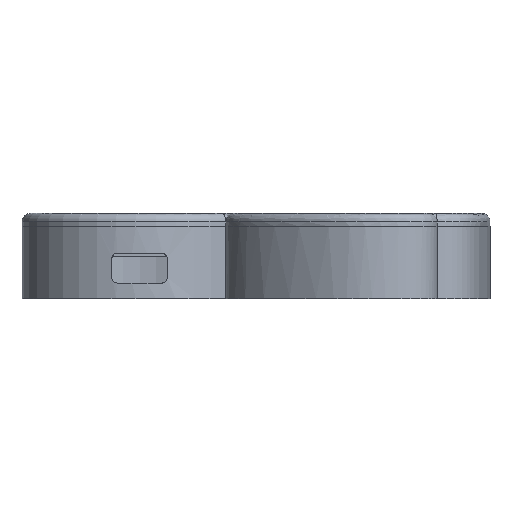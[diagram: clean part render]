
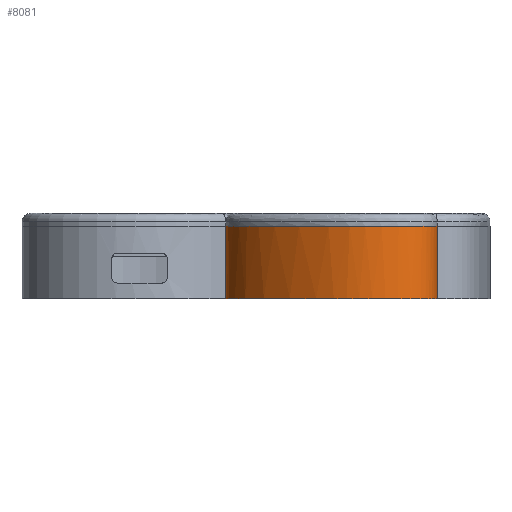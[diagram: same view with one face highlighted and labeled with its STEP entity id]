
A CAD part, left-side view. The second image highlights one B-rep face of the part: STEP entity #8081.
In plain terms, the highlighted free-form (B-spline) face has degree [5, 1] with [25, 2] control points.
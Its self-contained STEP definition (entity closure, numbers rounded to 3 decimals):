
#205=B_SPLINE_SURFACE_WITH_KNOTS('',5,1,((#17217,#17218),(#17219,#17220),
(#17221,#17222),(#17223,#17224),(#17225,#17226),(#17227,#17228),(#17229,
#17230),(#17231,#17232),(#17233,#17234),(#17235,#17236),(#17237,#17238),
(#17239,#17240),(#17241,#17242),(#17243,#17244),(#17245,#17246),(#17247,
#17248),(#17249,#17250),(#17251,#17252),(#17253,#17254),(#17255,#17256),
(#17257,#17258),(#17259,#17260),(#17261,#17262),(#17263,#17264),(#17265,
#17266)),.UNSPECIFIED.,.F.,.F.,.F.,(6,1,1,1,1,1,1,1,1,1,1,1,1,1,1,1,1,1,
1,1,6),(2,2),(-1.,-0.95,-0.9,-0.85,-0.8,-0.75,-0.7,-0.65,-0.6,-0.55,-0.5,
-0.45,-0.4,-0.35,-0.3,-0.25,-0.2,-0.15,-0.1,-0.05,0.),(0.,2.4),
 .UNSPECIFIED.);
#239=B_SPLINE_CURVE_WITH_KNOTS('',5,(#12794,#12795,#12796,#12797,#12798,
#12799,#12800,#12801,#12802,#12803,#12804,#12805,#12806,#12807,#12808,#12809,
#12810,#12811,#12812,#12813,#12814,#12815,#12816,#12817,#12818),
 .UNSPECIFIED.,.F.,.F.,(6,1,1,1,1,1,1,1,1,1,1,1,1,1,1,1,1,1,1,1,6),(0.,
0.05,0.1,0.15,0.2,0.25,0.3,0.35,0.4,0.45,0.5,0.55,0.6,0.65,0.7,0.75,0.8,
0.85,0.9,0.95,1.),.UNSPECIFIED.);
#332=B_SPLINE_CURVE_WITH_KNOTS('',5,(#14252,#14253,#14254,#14255,#14256,
#14257,#14258,#14259,#14260,#14261,#14262,#14263,#14264,#14265,#14266,#14267,
#14268,#14269,#14270,#14271,#14272,#14273,#14274,#14275,#14276),
 .UNSPECIFIED.,.F.,.F.,(6,1,1,1,1,1,1,1,1,1,1,1,1,1,1,1,1,1,1,1,6),(-1.,
-0.95,-0.9,-0.85,-0.8,-0.75,-0.7,-0.65,-0.6,-0.55,-0.5,-0.45,-0.4,-0.35,
-0.3,-0.25,-0.2,-0.15,-0.1,-0.05,0.),.UNSPECIFIED.);
#1253=FACE_OUTER_BOUND('',#1795,.T.);
#1795=EDGE_LOOP('',(#7502,#7503,#7504,#7505));
#2615=LINE('',#17209,#3244);
#2616=LINE('',#17216,#3245);
#3244=VECTOR('',#10043,10.);
#3245=VECTOR('',#10044,10.);
#3558=VERTEX_POINT('',#12789);
#3559=VERTEX_POINT('',#12793);
#3730=VERTEX_POINT('',#14249);
#3731=VERTEX_POINT('',#14251);
#4494=EDGE_CURVE('',#3558,#3559,#239,.T.);
#4743=EDGE_CURVE('',#3730,#3731,#332,.T.);
#5205=EDGE_CURVE('',#3558,#3731,#2615,.T.);
#5206=EDGE_CURVE('',#3730,#3559,#2616,.T.);
#7502=ORIENTED_EDGE('',*,*,#5205,.T.);
#7503=ORIENTED_EDGE('',*,*,#4743,.F.);
#7504=ORIENTED_EDGE('',*,*,#5206,.T.);
#7505=ORIENTED_EDGE('',*,*,#4494,.F.);
#8081=ADVANCED_FACE('',(#1253),#205,.T.);
#10043=DIRECTION('',(0.,0.,-1.));
#10044=DIRECTION('',(0.,0.,1.));
#12789=CARTESIAN_POINT('',(81.218,-71.942,7.));
#12793=CARTESIAN_POINT('',(63.939,-121.569,7.));
#12794=CARTESIAN_POINT('Ctrl Pts',(81.218,-71.942,7.));
#12795=CARTESIAN_POINT('Ctrl Pts',(80.554,-72.02,7.));
#12796=CARTESIAN_POINT('Ctrl Pts',(79.238,-72.236,7.));
#12797=CARTESIAN_POINT('Ctrl Pts',(77.295,-72.739,7.));
#12798=CARTESIAN_POINT('Ctrl Pts',(74.771,-73.748,7.));
#12799=CARTESIAN_POINT('Ctrl Pts',(71.756,-75.471,7.));
#12800=CARTESIAN_POINT('Ctrl Pts',(68.899,-77.552,7.));
#12801=CARTESIAN_POINT('Ctrl Pts',(66.208,-79.907,7.));
#12802=CARTESIAN_POINT('Ctrl Pts',(63.628,-82.575,7.));
#12803=CARTESIAN_POINT('Ctrl Pts',(61.119,-85.601,7.));
#12804=CARTESIAN_POINT('Ctrl Pts',(58.74,-88.888,7.));
#12805=CARTESIAN_POINT('Ctrl Pts',(56.584,-92.31,7.));
#12806=CARTESIAN_POINT('Ctrl Pts',(54.761,-95.731,7.));
#12807=CARTESIAN_POINT('Ctrl Pts',(53.368,-99.059,7.));
#12808=CARTESIAN_POINT('Ctrl Pts',(52.454,-102.297,7.));
#12809=CARTESIAN_POINT('Ctrl Pts',(52.015,-105.55,7.));
#12810=CARTESIAN_POINT('Ctrl Pts',(52.035,-108.923,7.));
#12811=CARTESIAN_POINT('Ctrl Pts',(52.546,-112.412,7.));
#12812=CARTESIAN_POINT('Ctrl Pts',(53.621,-115.86,7.));
#12813=CARTESIAN_POINT('Ctrl Pts',(55.553,-118.715,7.));
#12814=CARTESIAN_POINT('Ctrl Pts',(58.189,-120.689,7.));
#12815=CARTESIAN_POINT('Ctrl Pts',(60.551,-121.505,7.));
#12816=CARTESIAN_POINT('Ctrl Pts',(62.284,-121.696,7.));
#12817=CARTESIAN_POINT('Ctrl Pts',(63.395,-121.641,7.));
#12818=CARTESIAN_POINT('Ctrl Pts',(63.939,-121.569,7.));
#14249=CARTESIAN_POINT('',(63.939,-121.569,-10.));
#14251=CARTESIAN_POINT('',(81.218,-71.942,-10.));
#14252=CARTESIAN_POINT('Ctrl Pts',(63.939,-121.569,-10.));
#14253=CARTESIAN_POINT('Ctrl Pts',(63.395,-121.641,-10.));
#14254=CARTESIAN_POINT('Ctrl Pts',(62.284,-121.696,-10.));
#14255=CARTESIAN_POINT('Ctrl Pts',(60.551,-121.505,-10.));
#14256=CARTESIAN_POINT('Ctrl Pts',(58.189,-120.689,-10.));
#14257=CARTESIAN_POINT('Ctrl Pts',(55.553,-118.715,-10.));
#14258=CARTESIAN_POINT('Ctrl Pts',(53.621,-115.86,-10.));
#14259=CARTESIAN_POINT('Ctrl Pts',(52.546,-112.412,-10.));
#14260=CARTESIAN_POINT('Ctrl Pts',(52.035,-108.923,-10.));
#14261=CARTESIAN_POINT('Ctrl Pts',(52.015,-105.55,-10.));
#14262=CARTESIAN_POINT('Ctrl Pts',(52.454,-102.297,-10.));
#14263=CARTESIAN_POINT('Ctrl Pts',(53.368,-99.059,-10.));
#14264=CARTESIAN_POINT('Ctrl Pts',(54.761,-95.731,-10.));
#14265=CARTESIAN_POINT('Ctrl Pts',(56.584,-92.31,-10.));
#14266=CARTESIAN_POINT('Ctrl Pts',(58.74,-88.888,-10.));
#14267=CARTESIAN_POINT('Ctrl Pts',(61.119,-85.601,-10.));
#14268=CARTESIAN_POINT('Ctrl Pts',(63.628,-82.575,-10.));
#14269=CARTESIAN_POINT('Ctrl Pts',(66.208,-79.907,-10.));
#14270=CARTESIAN_POINT('Ctrl Pts',(68.899,-77.552,-10.));
#14271=CARTESIAN_POINT('Ctrl Pts',(71.756,-75.471,-10.));
#14272=CARTESIAN_POINT('Ctrl Pts',(74.771,-73.748,-10.));
#14273=CARTESIAN_POINT('Ctrl Pts',(77.295,-72.739,-10.));
#14274=CARTESIAN_POINT('Ctrl Pts',(79.238,-72.236,-10.));
#14275=CARTESIAN_POINT('Ctrl Pts',(80.554,-72.02,-10.));
#14276=CARTESIAN_POINT('Ctrl Pts',(81.218,-71.942,-10.));
#17209=CARTESIAN_POINT('',(81.218,-71.942,0.));
#17216=CARTESIAN_POINT('',(63.939,-121.569,0.));
#17217=CARTESIAN_POINT('Ctrl Pts',(63.939,-121.569,10.));
#17218=CARTESIAN_POINT('Ctrl Pts',(63.939,-121.569,-14.));
#17219=CARTESIAN_POINT('Ctrl Pts',(63.395,-121.641,10.));
#17220=CARTESIAN_POINT('Ctrl Pts',(63.395,-121.641,-14.));
#17221=CARTESIAN_POINT('Ctrl Pts',(62.284,-121.696,10.));
#17222=CARTESIAN_POINT('Ctrl Pts',(62.284,-121.696,-14.));
#17223=CARTESIAN_POINT('Ctrl Pts',(60.551,-121.505,10.));
#17224=CARTESIAN_POINT('Ctrl Pts',(60.551,-121.505,-14.));
#17225=CARTESIAN_POINT('Ctrl Pts',(58.189,-120.689,10.));
#17226=CARTESIAN_POINT('Ctrl Pts',(58.189,-120.689,-14.));
#17227=CARTESIAN_POINT('Ctrl Pts',(55.553,-118.715,10.));
#17228=CARTESIAN_POINT('Ctrl Pts',(55.553,-118.715,-14.));
#17229=CARTESIAN_POINT('Ctrl Pts',(53.621,-115.86,10.));
#17230=CARTESIAN_POINT('Ctrl Pts',(53.621,-115.86,-14.));
#17231=CARTESIAN_POINT('Ctrl Pts',(52.546,-112.412,10.));
#17232=CARTESIAN_POINT('Ctrl Pts',(52.546,-112.412,-14.));
#17233=CARTESIAN_POINT('Ctrl Pts',(52.035,-108.923,10.));
#17234=CARTESIAN_POINT('Ctrl Pts',(52.035,-108.923,-14.));
#17235=CARTESIAN_POINT('Ctrl Pts',(52.015,-105.55,10.));
#17236=CARTESIAN_POINT('Ctrl Pts',(52.015,-105.55,-14.));
#17237=CARTESIAN_POINT('Ctrl Pts',(52.454,-102.297,10.));
#17238=CARTESIAN_POINT('Ctrl Pts',(52.454,-102.297,-14.));
#17239=CARTESIAN_POINT('Ctrl Pts',(53.368,-99.059,10.));
#17240=CARTESIAN_POINT('Ctrl Pts',(53.368,-99.059,-14.));
#17241=CARTESIAN_POINT('Ctrl Pts',(54.761,-95.731,10.));
#17242=CARTESIAN_POINT('Ctrl Pts',(54.761,-95.731,-14.));
#17243=CARTESIAN_POINT('Ctrl Pts',(56.584,-92.31,10.));
#17244=CARTESIAN_POINT('Ctrl Pts',(56.584,-92.31,-14.));
#17245=CARTESIAN_POINT('Ctrl Pts',(58.74,-88.888,10.));
#17246=CARTESIAN_POINT('Ctrl Pts',(58.74,-88.888,-14.));
#17247=CARTESIAN_POINT('Ctrl Pts',(61.119,-85.601,10.));
#17248=CARTESIAN_POINT('Ctrl Pts',(61.119,-85.601,-14.));
#17249=CARTESIAN_POINT('Ctrl Pts',(63.628,-82.575,10.));
#17250=CARTESIAN_POINT('Ctrl Pts',(63.628,-82.575,-14.));
#17251=CARTESIAN_POINT('Ctrl Pts',(66.208,-79.907,10.));
#17252=CARTESIAN_POINT('Ctrl Pts',(66.208,-79.907,-14.));
#17253=CARTESIAN_POINT('Ctrl Pts',(68.899,-77.552,10.));
#17254=CARTESIAN_POINT('Ctrl Pts',(68.899,-77.552,-14.));
#17255=CARTESIAN_POINT('Ctrl Pts',(71.756,-75.471,10.));
#17256=CARTESIAN_POINT('Ctrl Pts',(71.756,-75.471,-14.));
#17257=CARTESIAN_POINT('Ctrl Pts',(74.771,-73.748,10.));
#17258=CARTESIAN_POINT('Ctrl Pts',(74.771,-73.748,-14.));
#17259=CARTESIAN_POINT('Ctrl Pts',(77.295,-72.739,10.));
#17260=CARTESIAN_POINT('Ctrl Pts',(77.295,-72.739,-14.));
#17261=CARTESIAN_POINT('Ctrl Pts',(79.238,-72.236,10.));
#17262=CARTESIAN_POINT('Ctrl Pts',(79.238,-72.236,-14.));
#17263=CARTESIAN_POINT('Ctrl Pts',(80.554,-72.02,10.));
#17264=CARTESIAN_POINT('Ctrl Pts',(80.554,-72.02,-14.));
#17265=CARTESIAN_POINT('Ctrl Pts',(81.218,-71.942,10.));
#17266=CARTESIAN_POINT('Ctrl Pts',(81.218,-71.942,-14.));
